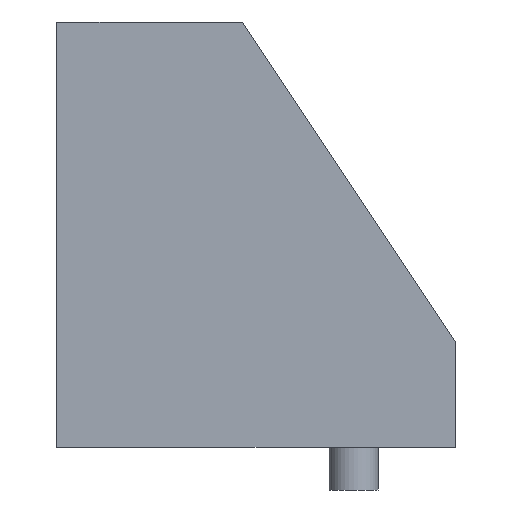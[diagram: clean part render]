
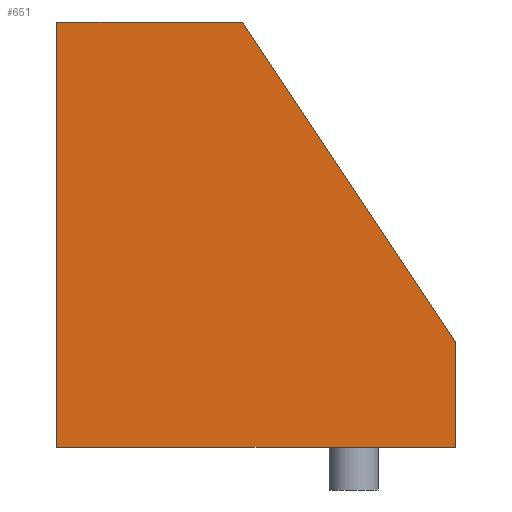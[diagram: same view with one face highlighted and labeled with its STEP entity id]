
A CAD part, left-side view. The second image highlights one B-rep face of the part: STEP entity #651.
In plain terms, the highlighted planar face has unit normal (-1, 0, 0).
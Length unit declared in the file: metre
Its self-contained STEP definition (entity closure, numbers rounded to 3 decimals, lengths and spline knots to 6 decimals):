
#46=ORIENTED_EDGE('',*,*,#223,.F.);
#47=ORIENTED_EDGE('',*,*,#224,.T.);
#48=ORIENTED_EDGE('',*,*,#225,.F.);
#49=ORIENTED_EDGE('',*,*,#194,.T.);
#50=ORIENTED_EDGE('',*,*,#226,.T.);
#194=EDGE_CURVE('',#284,#282,#343,.T.);
#223=EDGE_CURVE('',#312,#313,#370,.T.);
#224=EDGE_CURVE('',#312,#314,#371,.T.);
#225=EDGE_CURVE('',#284,#314,#372,.T.);
#226=EDGE_CURVE('',#282,#313,#373,.T.);
#282=VERTEX_POINT('',#915);
#284=VERTEX_POINT('',#918);
#312=VERTEX_POINT('',#978);
#313=VERTEX_POINT('',#979);
#314=VERTEX_POINT('',#981);
#343=LINE('',#917,#430);
#370=LINE('',#977,#457);
#371=LINE('',#980,#458);
#372=LINE('',#982,#459);
#373=LINE('',#983,#460);
#430=VECTOR('',#746,1.);
#457=VECTOR('',#783,1.);
#458=VECTOR('',#784,1.);
#459=VECTOR('',#785,1.);
#460=VECTOR('',#786,1.);
#526=EDGE_LOOP('',(#46,#47,#48,#49,#50));
#573=FACE_BOUND('',#526,.T.);
#612=PLANE('',#705);
#651=ADVANCED_FACE('',(#573),#612,.F.);
#705=AXIS2_PLACEMENT_3D('',#976,#781,#782);
#746=DIRECTION('',(0.,0.,-1.));
#781=DIRECTION('',(1.,0.,0.));
#782=DIRECTION('',(0.,0.,-1.));
#783=DIRECTION('',(0.,0.,-1.));
#784=DIRECTION('',(0.,0.555,0.832));
#785=DIRECTION('',(0.,-1.,0.));
#786=DIRECTION('',(0.,-1.,0.));
#915=CARTESIAN_POINT('',(-0.021746,0.052815,0.004365));
#917=CARTESIAN_POINT('',(-0.021746,0.052815,0.024365));
#918=CARTESIAN_POINT('',(-0.021746,0.052815,0.024365));
#976=CARTESIAN_POINT('',(-0.021746,0.043454,0.024365));
#977=CARTESIAN_POINT('',(-0.021746,0.034094,0.024365));
#978=CARTESIAN_POINT('',(-0.021746,0.034094,0.009365));
#979=CARTESIAN_POINT('',(-0.021746,0.034094,0.004365));
#980=CARTESIAN_POINT('',(-0.021746,0.044094,0.024365));
#981=CARTESIAN_POINT('',(-0.021746,0.044094,0.024365));
#982=CARTESIAN_POINT('',(-0.021746,0.043454,0.024365));
#983=CARTESIAN_POINT('',(-0.021746,0.043454,0.004365));
